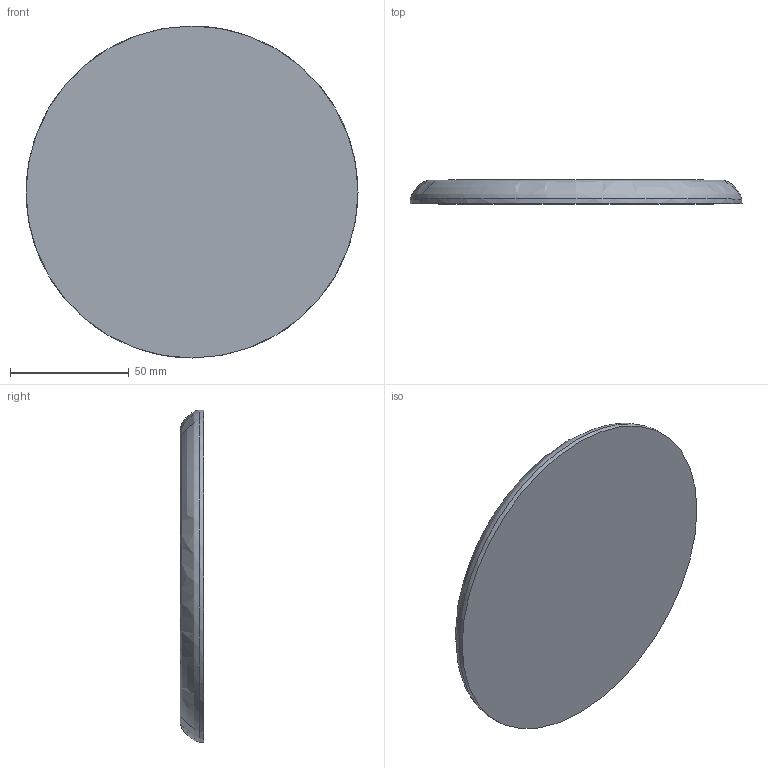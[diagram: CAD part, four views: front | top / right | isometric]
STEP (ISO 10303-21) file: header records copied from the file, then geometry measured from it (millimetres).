
FILE_DESCRIPTION(/* description */ ('STEP AP242','CAx-IF Rec.Pracs.---Representation and Presentation of Product Manufacturing Information (PMI)---4.0---2014-10-13','CAx-IF Rec.Pracs.---3D Tessellated Geometry---0.4---2014-09-14','2;1'),/* implementation_level */ '2;1');
FILE_NAME(/* name */ '627bebfd6b983026ad1c8a61',/* time_stamp */ '2022-05-11T17:01:49+00:00',/* author */ (''),/* organization */ (''),/* preprocessor_version */ 'ST-DEVELOPER v18.101',/* originating_system */ ' ',/* authorisation */ ' ');
FILE_SCHEMA (('AP242_MANAGED_MODEL_BASED_3D_ENGINEERING_MIM_LF { 1 0 10303 442 1 1 4 }'));
Length unit declared in the file: metre
Products named in the file (1): 276-7500-001 Web
Bounding box: 140 x 10 x 140 mm (x, y, z)
Volume: 98244.9 mm3; surface area: 34850.2 mm2
Topology: 1 solids, 1 shells, 135 faces, 324 edges, 195 vertices
Faces by surface type: bspline 47, cylinder 43, plane 34, torus 11
Full cylindrical faces by diameter (mm): 100 x1, 140 x1
Entity records: 5408 total; most frequent: CARTESIAN_POINT 2606, ORIENTED_EDGE 636, DIRECTION 485, EDGE_CURVE 318, VERTEX_POINT 194, AXIS2_PLACEMENT_3D 185, EDGE_LOOP 144, FACE_BOUND 144
